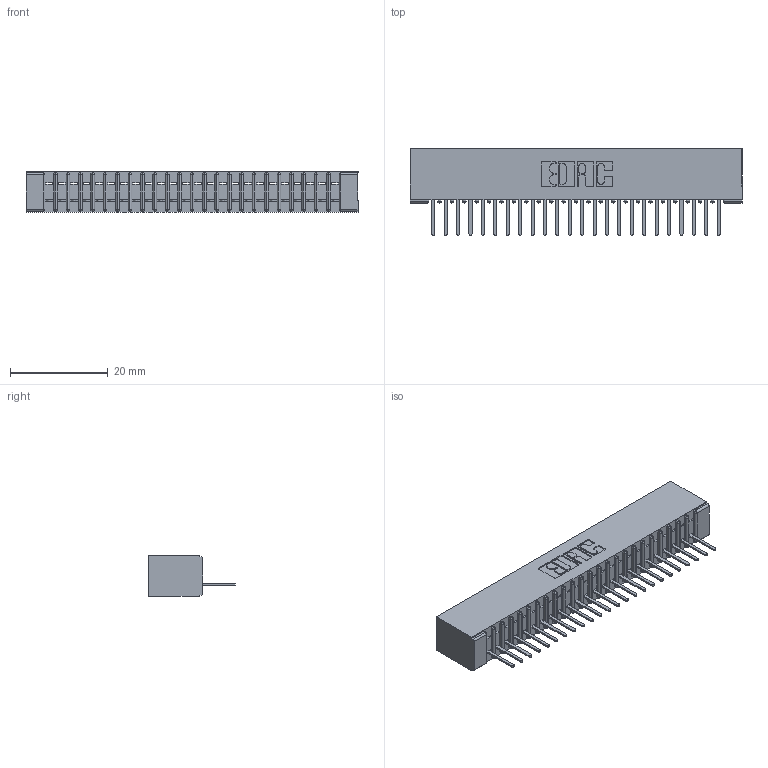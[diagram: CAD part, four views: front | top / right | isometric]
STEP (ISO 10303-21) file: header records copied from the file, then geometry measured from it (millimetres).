
FILE_DESCRIPTION (( 'STEP AP203' ), '1' );
FILE_NAME ('341-024-521-101.STEP', '2018-08-06T17:56:38', ( '' ), ( '' ), 'SwSTEP 2.0', 'SolidWorks 2016', '' );
FILE_SCHEMA (( 'CONFIG_CONTROL_DESIGN' ));
Length unit declared in the file: inch
Products named in the file (3): 341 Part_No Mounting Lugs; 341-292-001_341-292-121; 341-024-521-101
Assembly tree (25 placements, depth 2):
  341-024-521-101
    341 Part_No Mounting Lugs
    341-292-001_341-292-121  x24
Bounding box: 67.94 x 17.7 x 8.38 mm (x, y, z)
Volume: 3838 mm3; surface area: 7750.7 mm2
Topology: 25 solids, 25 shells, 2076 faces, 5980 edges, 3838 vertices
Faces by surface type: plane 1288, cylinder 692, sphere 50, torus 46
Entity records: 30397 total; most frequent: CARTESIAN_POINT 5156, ORIENTED_EDGE 5144, DIRECTION 4990, EDGE_CURVE 2572, VECTOR 2062, LINE 2062, VERTEX_POINT 1630, AXIS2_PLACEMENT_3D 1464
